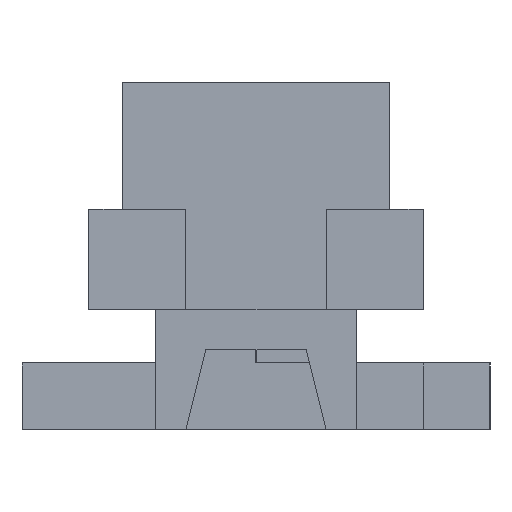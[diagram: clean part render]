
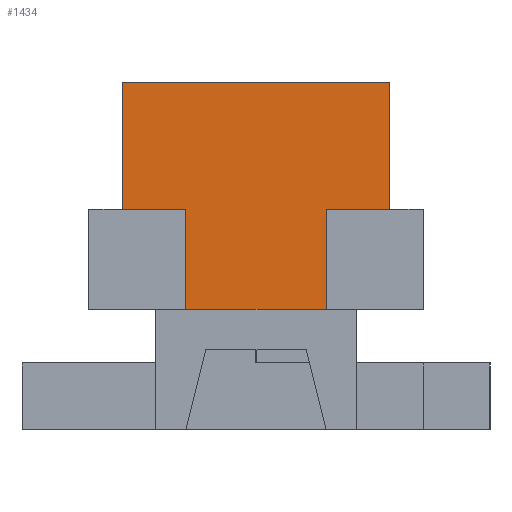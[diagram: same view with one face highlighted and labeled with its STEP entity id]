
A CAD part, left-side view. The second image highlights one B-rep face of the part: STEP entity #1434.
In plain terms, the highlighted planar face has unit normal (-1, 0, 0).
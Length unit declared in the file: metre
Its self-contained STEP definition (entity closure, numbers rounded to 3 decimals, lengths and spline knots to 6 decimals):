
#1434 = ADVANCED_FACE( '', ( #2880 ), #2881, .T. );
#2880 = FACE_OUTER_BOUND( '', #4324, .T. );
#2881 = PLANE( '', #4325 );
#4324 = EDGE_LOOP( '', ( #9058, #9059, #9060, #9061, #9062, #9063, #9064, #9065 ) );
#4325 = AXIS2_PLACEMENT_3D( '', #9066, #9067, #9068 );
#9058 = ORIENTED_EDGE( '', *, *, #10397, .T. );
#9059 = ORIENTED_EDGE( '', *, *, #10114, .F. );
#9060 = ORIENTED_EDGE( '', *, *, #9882, .T. );
#9061 = ORIENTED_EDGE( '', *, *, #10931, .T. );
#9062 = ORIENTED_EDGE( '', *, *, #10400, .T. );
#9063 = ORIENTED_EDGE( '', *, *, #10023, .T. );
#9064 = ORIENTED_EDGE( '', *, *, #10811, .F. );
#9065 = ORIENTED_EDGE( '', *, *, #11015, .F. );
#9066 = CARTESIAN_POINT( '', ( -0.00781, 0., 0.0018 ) );
#9067 = DIRECTION( '', ( -1., 0., 0. ) );
#9068 = DIRECTION( '', ( 0., -1., 0. ) );
#9882 = EDGE_CURVE( '', #12371, #12369, #12372, .T. );
#10023 = EDGE_CURVE( '', #12582, #12587, #12589, .T. );
#10114 = EDGE_CURVE( '', #12371, #12726, #12727, .T. );
#10397 = EDGE_CURVE( '', #13144, #12726, #13145, .T. );
#10400 = EDGE_CURVE( '', #13149, #12582, #13150, .T. );
#10811 = EDGE_CURVE( '', #13671, #12587, #13673, .T. );
#10931 = EDGE_CURVE( '', #12369, #13149, #13802, .T. );
#11015 = EDGE_CURVE( '', #13144, #13671, #13888, .T. );
#12369 = VERTEX_POINT( '', #15885 );
#12371 = VERTEX_POINT( '', #15888 );
#12372 = LINE( '', #15889, #15890 );
#12582 = VERTEX_POINT( '', #16209 );
#12587 = VERTEX_POINT( '', #16216 );
#12589 = LINE( '', #16219, #16220 );
#12726 = VERTEX_POINT( '', #16422 );
#12727 = LINE( '', #16423, #16424 );
#13144 = VERTEX_POINT( '', #17049 );
#13145 = LINE( '', #17050, #17051 );
#13149 = VERTEX_POINT( '', #17057 );
#13150 = LINE( '', #17058, #17059 );
#13671 = VERTEX_POINT( '', #17849 );
#13673 = LINE( '', #17852, #17853 );
#13802 = LINE( '', #18044, #18045 );
#13888 = LINE( '', #18151, #18152 );
#15885 = CARTESIAN_POINT( '', ( -0.00781, -0.00105, 0.0018 ) );
#15888 = CARTESIAN_POINT( '', ( -0.00781, 0.00105, 0.0018 ) );
#15889 = CARTESIAN_POINT( '', ( -0.00781, 0., 0.0018 ) );
#15890 = VECTOR( '', #18863, 1. );
#16209 = CARTESIAN_POINT( '', ( -0.00781, -0.002, 0.0033 ) );
#16216 = CARTESIAN_POINT( '', ( -0.00781, -0.002, 0.0052 ) );
#16219 = CARTESIAN_POINT( '', ( -0.00781, -0.002, 0.0018 ) );
#16220 = VECTOR( '', #18982, 1. );
#16422 = CARTESIAN_POINT( '', ( -0.00781, 0.00105, 0.0033 ) );
#16423 = CARTESIAN_POINT( '', ( -0.00781, 0.00105, -0.014866 ) );
#16424 = VECTOR( '', #19057, 1. );
#17049 = CARTESIAN_POINT( '', ( -0.00781, 0.002, 0.0033 ) );
#17050 = CARTESIAN_POINT( '', ( -0.00781, 0., 0.0033 ) );
#17051 = VECTOR( '', #19290, 1. );
#17057 = CARTESIAN_POINT( '', ( -0.00781, -0.00105, 0.0033 ) );
#17058 = CARTESIAN_POINT( '', ( -0.00781, 0., 0.0033 ) );
#17059 = VECTOR( '', #19293, 1. );
#17849 = CARTESIAN_POINT( '', ( -0.00781, 0.002, 0.0052 ) );
#17852 = CARTESIAN_POINT( '', ( -0.00781, 0., 0.0052 ) );
#17853 = VECTOR( '', #19597, 1. );
#18044 = CARTESIAN_POINT( '', ( -0.00781, -0.00105, -0.014866 ) );
#18045 = VECTOR( '', #19672, 1. );
#18151 = CARTESIAN_POINT( '', ( -0.00781, 0.002, 0.0018 ) );
#18152 = VECTOR( '', #19702, 1. );
#18863 = DIRECTION( '', ( 0., -1., 0. ) );
#18982 = DIRECTION( '', ( 0., 0., 1. ) );
#19057 = DIRECTION( '', ( 0., 0., 1. ) );
#19290 = DIRECTION( '', ( 0., -1., 0. ) );
#19293 = DIRECTION( '', ( 0., -1., 0. ) );
#19597 = DIRECTION( '', ( 0., -1., 0. ) );
#19672 = DIRECTION( '', ( 0., 0., 1. ) );
#19702 = DIRECTION( '', ( 0., 0., 1. ) );
